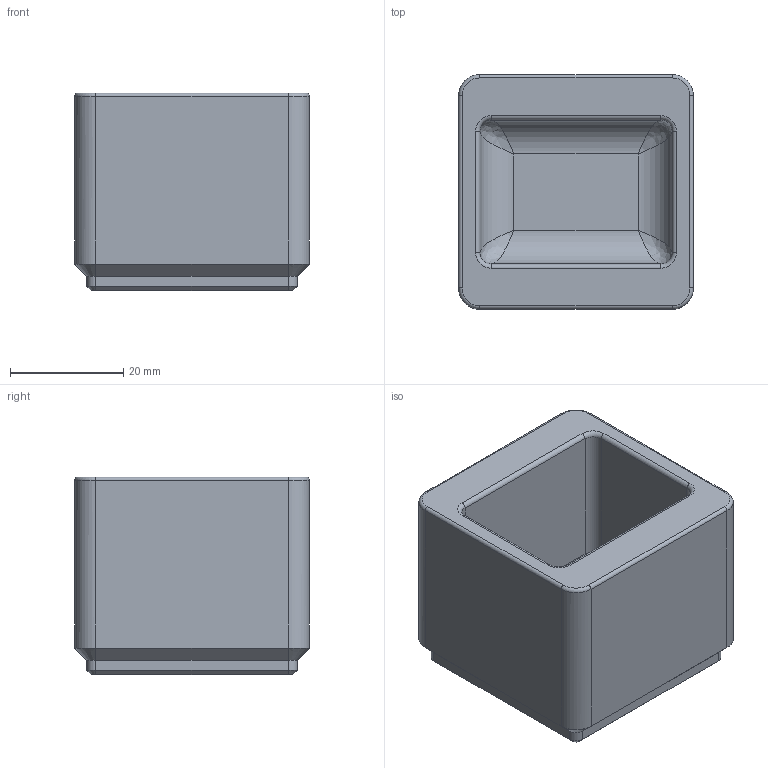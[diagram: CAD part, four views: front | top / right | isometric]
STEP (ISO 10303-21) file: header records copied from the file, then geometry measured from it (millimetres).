
FILE_DESCRIPTION(('FreeCAD Model'),'2;1');
FILE_NAME('Open CASCADE Shape Model','2023-05-11T22:17:31',(''),(''), 'Open CASCADE STEP processor 7.6','FreeCAD','Unknown');
FILE_SCHEMA(('AUTOMOTIVE_DESIGN { 1 0 10303 214 1 1 1 1 }'));
Length unit declared in the file: millimetre
Products named in the file (1): holder
Bounding box: 41.5 x 41.5 x 35 mm (x, y, z)
Volume: 31716.6 mm3; surface area: 12143.8 mm2
Topology: 1 solids, 1 shells, 99 faces, 218 edges, 126 vertices
Faces by surface type: cylinder 44, plane 31, cone 12, torus 8, bspline 4
Entity records: 6261 total; most frequent: CARTESIAN_POINT 1701, DIRECTION 818, ORIENTED_EDGE 438, PCURVE 438, DEFINITIONAL_REPRESENTATION 438, LINE 374, VECTOR 374, EDGE_CURVE 219
